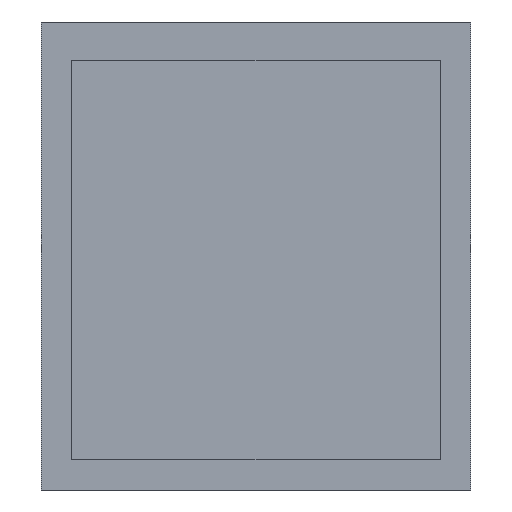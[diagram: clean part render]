
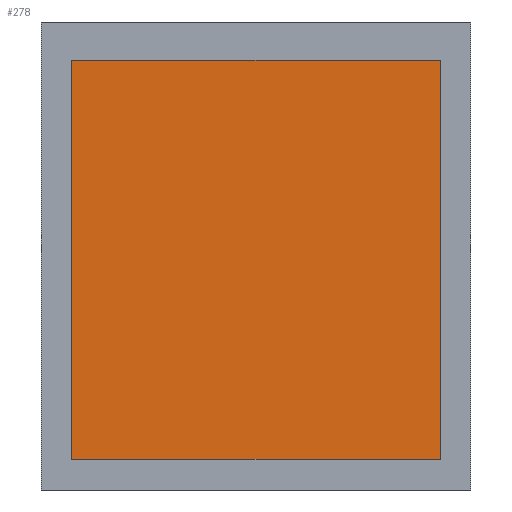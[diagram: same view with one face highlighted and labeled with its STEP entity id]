
A CAD part, front view. The second image highlights one B-rep face of the part: STEP entity #278.
In plain terms, the highlighted planar face has unit normal (0, -1, 0).
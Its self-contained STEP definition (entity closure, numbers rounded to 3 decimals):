
#28=FACE_OUTER_BOUND('',#43,.T.);
#43=EDGE_LOOP('',(#223,#224,#225,#226));
#54=LINE('',#398,#90);
#67=LINE('',#424,#103);
#73=LINE('',#435,#109);
#74=LINE('',#437,#110);
#90=VECTOR('',#325,10.);
#103=VECTOR('',#344,10.);
#109=VECTOR('',#356,10.);
#110=VECTOR('',#359,10.);
#123=VERTEX_POINT('',#391);
#126=VERTEX_POINT('',#396);
#136=VERTEX_POINT('',#423);
#138=VERTEX_POINT('',#433);
#150=EDGE_CURVE('',#123,#126,#54,.T.);
#163=EDGE_CURVE('',#136,#123,#67,.T.);
#169=EDGE_CURVE('',#126,#138,#73,.T.);
#170=EDGE_CURVE('',#136,#138,#74,.T.);
#223=ORIENTED_EDGE('',*,*,#163,.T.);
#224=ORIENTED_EDGE('',*,*,#150,.T.);
#225=ORIENTED_EDGE('',*,*,#169,.T.);
#226=ORIENTED_EDGE('',*,*,#170,.F.);
#263=PLANE('',#308);
#278=ADVANCED_FACE('',(#28),#263,.T.);
#308=AXIS2_PLACEMENT_3D('',#438,#360,#361);
#325=DIRECTION('',(0.,0.,1.));
#344=DIRECTION('',(1.,0.,0.));
#356=DIRECTION('',(-1.,0.,0.));
#359=DIRECTION('',(0.,0.,1.));
#360=DIRECTION('center_axis',(0.,-1.,0.));
#361=DIRECTION('ref_axis',(1.,0.,0.));
#391=CARTESIAN_POINT('',(134.,9.,10.5));
#396=CARTESIAN_POINT('',(134.,9.,76.7));
#398=CARTESIAN_POINT('',(134.,9.,5.5));
#423=CARTESIAN_POINT('',(72.,9.,10.5));
#424=CARTESIAN_POINT('',(87.5,9.,10.5));
#433=CARTESIAN_POINT('',(72.,9.,76.7));
#435=CARTESIAN_POINT('',(87.5,9.,76.7));
#437=CARTESIAN_POINT('',(72.,9.,5.5));
#438=CARTESIAN_POINT('Origin',(72.,9.,5.5));
